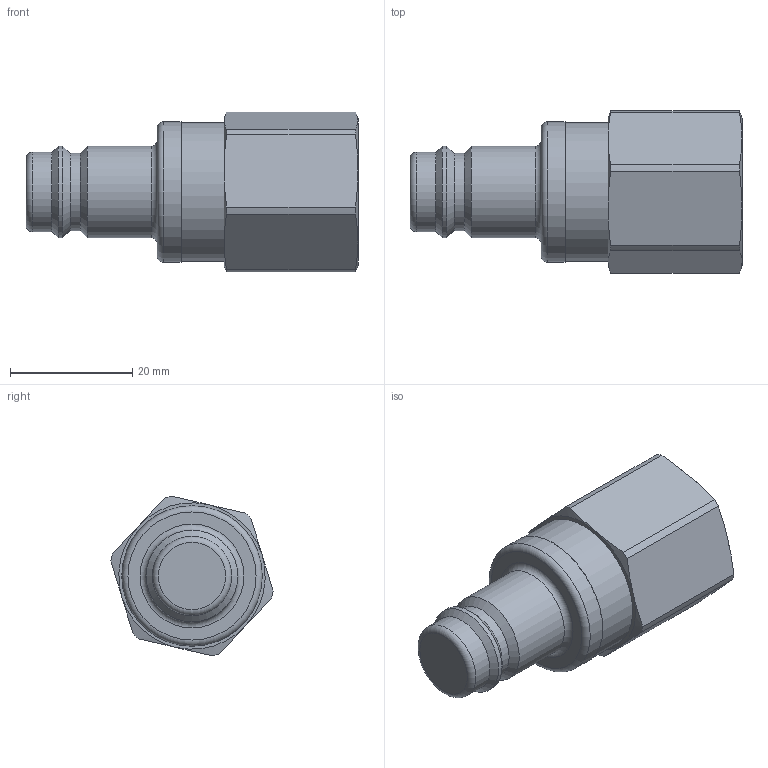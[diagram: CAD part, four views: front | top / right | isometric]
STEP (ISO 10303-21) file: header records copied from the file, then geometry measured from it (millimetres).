
FILE_DESCRIPTION((''),'2;1');
FILE_NAME('27sbiw17mpn.stp','2013-06-26T07:27:20',('IA176480'),(''),'Autodesk Inventor 2013','Autodesk Inventor 2013','');
FILE_SCHEMA(('AUTOMOTIVE_DESIGN { 1 0 10303 214 1 1 1 1 }'));
Length unit declared in the file: millimetre
Products named in the file (1): D107082
Bounding box: 54.4 x 26.6 x 26.19 mm (x, y, z)
Volume: 16880 mm3; surface area: 5218.4 mm2
Topology: 1 solids, 2 shells, 52 faces, 110 edges, 65 vertices
Faces by surface type: cone 20, cylinder 16, plane 13, torus 3
Full cylindrical faces by diameter (mm): 12.65 x1, 13 x1, 14.95 x1, 15 x2, 18.5 x1, 19 x1, 20.3 x1, 22.75 x1, 23 x1
Entity records: 1321 total; most frequent: CARTESIAN_POINT 249, DIRECTION 218, ORIENTED_EDGE 172, AXIS2_PLACEMENT_3D 103, EDGE_CURVE 86, EDGE_LOOP 78, VERTEX_POINT 62, FACE_OUTER_BOUND 52
